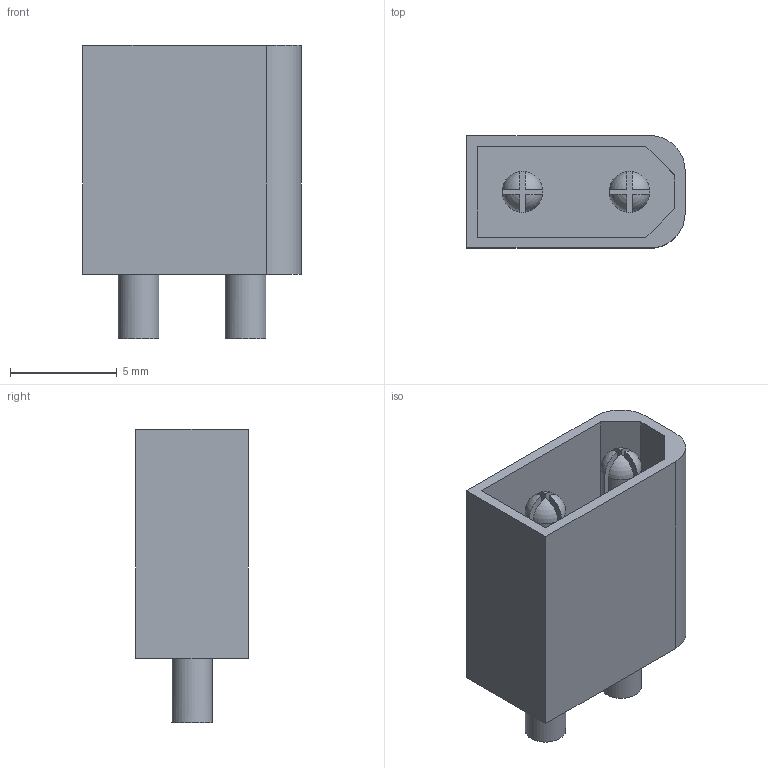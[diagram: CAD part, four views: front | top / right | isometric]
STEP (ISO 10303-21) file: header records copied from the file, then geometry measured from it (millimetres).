
FILE_DESCRIPTION(/* description */ (''),/* implementation_level */ '2;1');
FILE_NAME(/* name */ 'XT30U-M.step',/* time_stamp */ '2024-02-22T19:45:13+01:00',/* author */ (''),/* organization */ (''),/* preprocessor_version */ 'ST-DEVELOPER v20',/* originating_system */ 'Autodesk Translation Framework v12.20.1.177',/* authorisation */ '');
FILE_SCHEMA (('AUTOMOTIVE_DESIGN { 1 0 10303 214 3 1 1 }'));
Length unit declared in the file: millimetre
Products named in the file (1): XT30U-M_NEW
Bounding box: 10.2 x 5.25 x 13.7 mm (x, y, z)
Volume: 321.8 mm3; surface area: 841.5 mm2
Topology: 3 solids, 3 shells, 52 faces, 132 edges, 88 vertices
Faces by surface type: plane 40, sphere 8, cylinder 4
Full cylindrical faces by diameter (mm): 1.9 x2
Entity records: 1621 total; most frequent: DIRECTION 278, CARTESIAN_POINT 273, ORIENTED_EDGE 264, EDGE_CURVE 132, AXIS2_PLACEMENT_3D 93, LINE 92, VECTOR 92, VERTEX_POINT 88
